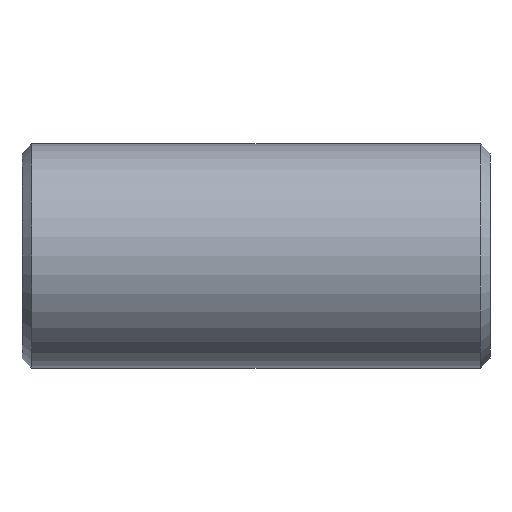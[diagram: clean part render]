
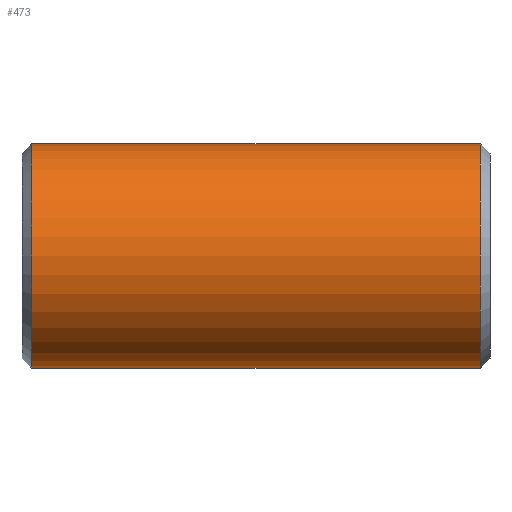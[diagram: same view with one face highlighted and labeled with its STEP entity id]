
A CAD part, front view. The second image highlights one B-rep face of the part: STEP entity #473.
In plain terms, the highlighted cylindrical face has radius 36.513 mm (diameter 73.025 mm), a partial arc.
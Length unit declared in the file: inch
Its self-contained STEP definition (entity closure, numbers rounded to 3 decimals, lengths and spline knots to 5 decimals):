
#19 = EDGE_CURVE ( 'NONE', #296, #150, #413, .T. ) ;
#35 = DIRECTION ( 'NONE',  ( 0., 0., -1. ) ) ;
#37 = DIRECTION ( 'NONE',  ( -1., 0., 0. ) ) ;
#48 = CARTESIAN_POINT ( 'NONE',  ( 3., 0., -1.4375 ) ) ;
#97 = CARTESIAN_POINT ( 'NONE',  ( 2.875, 0., -1.4375 ) ) ;
#109 = DIRECTION ( 'NONE',  ( 0., 0., 1. ) ) ;
#148 = CIRCLE ( 'NONE', #595, 1.4375 ) ;
#150 = VERTEX_POINT ( 'NONE', #576 ) ;
#208 = EDGE_CURVE ( 'NONE', #296, #210, #148, .T. ) ;
#210 = VERTEX_POINT ( 'NONE', #643 ) ;
#289 = CARTESIAN_POINT ( 'NONE',  ( 3., 0., 1.4375 ) ) ;
#292 = AXIS2_PLACEMENT_3D ( 'NONE', #550, #350, #109 ) ;
#296 = VERTEX_POINT ( 'NONE', #97 ) ;
#298 = FACE_OUTER_BOUND ( 'NONE', #750, .T. ) ;
#336 = AXIS2_PLACEMENT_3D ( 'NONE', #431, #747, #444 ) ;
#350 = DIRECTION ( 'NONE',  ( -1., 0., 0. ) ) ;
#413 = LINE ( 'NONE', #48, #660 ) ;
#417 = CYLINDRICAL_SURFACE ( 'NONE', #292, 1.4375 ) ;
#431 = CARTESIAN_POINT ( 'NONE',  ( -2.875, 0., 0. ) ) ;
#434 = EDGE_CURVE ( 'NONE', #210, #710, #610, .T. ) ;
#444 = DIRECTION ( 'NONE',  ( 0., 0., 1. ) ) ;
#456 = CARTESIAN_POINT ( 'NONE',  ( -2.875, 0., 1.4375 ) ) ;
#473 = ADVANCED_FACE ( 'NONE', ( #298 ), #417, .T. ) ;
#538 = VECTOR ( 'NONE', #541, 39.37008 ) ;
#541 = DIRECTION ( 'NONE',  ( -1., 0., 0. ) ) ;
#550 = CARTESIAN_POINT ( 'NONE',  ( 3., 0., 0. ) ) ;
#576 = CARTESIAN_POINT ( 'NONE',  ( -2.875, 0., -1.4375 ) ) ;
#580 = CARTESIAN_POINT ( 'NONE',  ( 2.875, 0., 0. ) ) ;
#589 = EDGE_CURVE ( 'NONE', #710, #150, #647, .T. ) ;
#595 = AXIS2_PLACEMENT_3D ( 'NONE', #580, #655, #35 ) ;
#610 = LINE ( 'NONE', #289, #538 ) ;
#633 = ORIENTED_EDGE ( 'NONE', *, *, #19, .F. ) ;
#640 = ORIENTED_EDGE ( 'NONE', *, *, #434, .T. ) ;
#643 = CARTESIAN_POINT ( 'NONE',  ( 2.875, 0., 1.4375 ) ) ;
#647 = CIRCLE ( 'NONE', #336, 1.4375 ) ;
#655 = DIRECTION ( 'NONE',  ( -1., 0., 0. ) ) ;
#656 = ORIENTED_EDGE ( 'NONE', *, *, #589, .T. ) ;
#660 = VECTOR ( 'NONE', #37, 39.37008 ) ;
#710 = VERTEX_POINT ( 'NONE', #456 ) ;
#747 = DIRECTION ( 'NONE',  ( 1., 0., 0. ) ) ;
#750 = EDGE_LOOP ( 'NONE', ( #633, #786, #640, #656 ) ) ;
#786 = ORIENTED_EDGE ( 'NONE', *, *, #208, .T. ) ;
